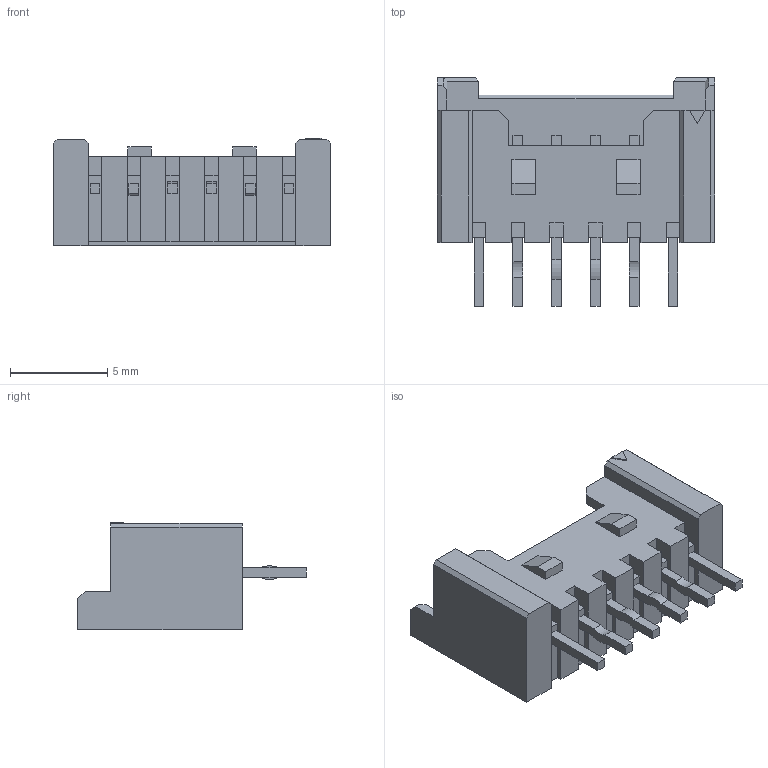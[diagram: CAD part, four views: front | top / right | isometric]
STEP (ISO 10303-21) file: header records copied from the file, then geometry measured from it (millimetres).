
FILE_DESCRIPTION((''),'2;1');
FILE_NAME('353620650','2014-04-25T',('me'),(''),'PRO/ENGINEER BY PARAMETRIC TECHNOLOGY CORPORATION, 2011490','PRO/ENGINEER BY PARAMETRIC TECHNOLOGY CORPORATION, 2011490','');
FILE_SCHEMA(('CONFIG_CONTROL_DESIGN'));
Length unit declared in the file: millimetre
Products named in the file (1): 353620650
Bounding box: 14.3 x 11.8 x 5.55 mm (x, y, z)
Volume: 231.6 mm3; surface area: 752.6 mm2
Topology: 1 solids, 1 shells, 226 faces, 608 edges, 398 vertices
Faces by surface type: plane 218, cylinder 8
Entity records: 6941 total; most frequent: CARTESIAN_POINT 1221, ORIENTED_EDGE 1192, DIRECTION 1090, EDGE_CURVE 596, VECTOR 580, LINE 580, VERTEX_POINT 386, AXIS2_PLACEMENT_3D 255
